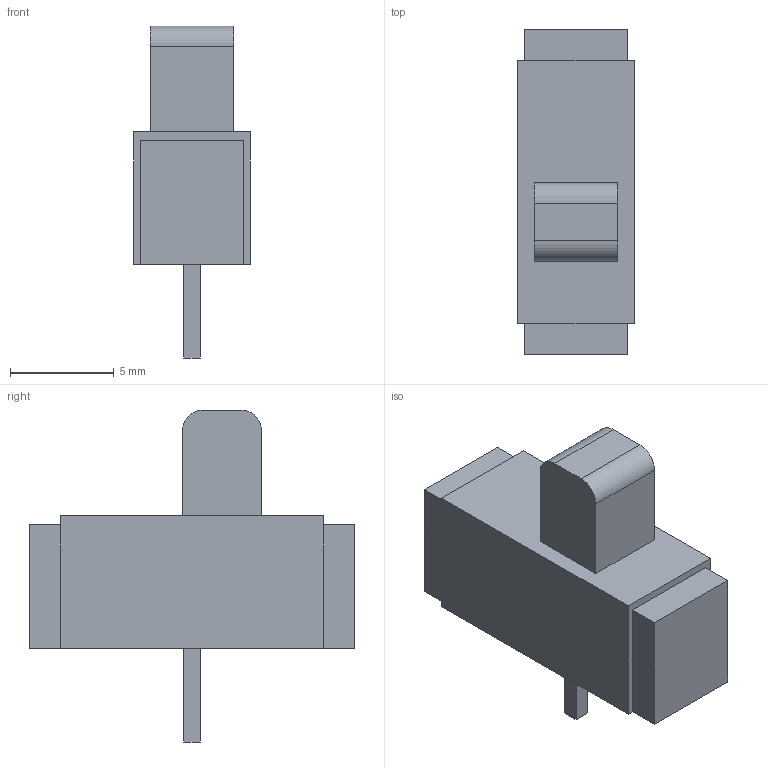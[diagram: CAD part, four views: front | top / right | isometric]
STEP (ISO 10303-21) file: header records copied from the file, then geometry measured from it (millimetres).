
FILE_DESCRIPTION(('FreeCAD Model'),'2;1');
FILE_NAME('Open CASCADE Shape Model','2024-07-25T18:10:06',(''),(''), 'Open CASCADE STEP processor 7.6','FreeCAD','Unknown');
FILE_SCHEMA(('AUTOMOTIVE_DESIGN { 1 0 10303 214 1 1 1 1 }'));
Length unit declared in the file: millimetre
Products named in the file (6): Unnamed; Cube004; Cube003; Cube002; Fillet001; Cube
Assembly tree (5 placements, depth 2):
  Unnamed
    Cube004
    Cube003
    Cube002
    Fillet001
    Cube
Bounding box: 5.6 x 15.7 x 16 mm (x, y, z)
Volume: 624.2 mm3; surface area: 685.4 mm2
Topology: 5 solids, 5 shells, 32 faces, 66 edges, 44 vertices
Faces by surface type: plane 30, cylinder 2
Entity records: 979 total; most frequent: CARTESIAN_POINT 148, DIRECTION 146, ORIENTED_EDGE 132, EDGE_CURVE 66, LINE 62, VECTOR 62, VERTEX_POINT 44, AXIS2_PLACEMENT_3D 42
